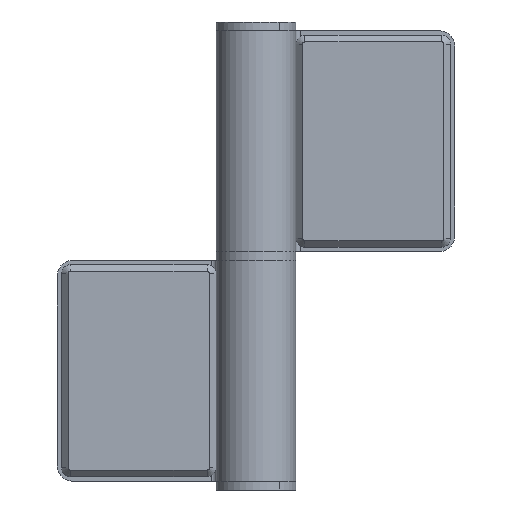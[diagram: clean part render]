
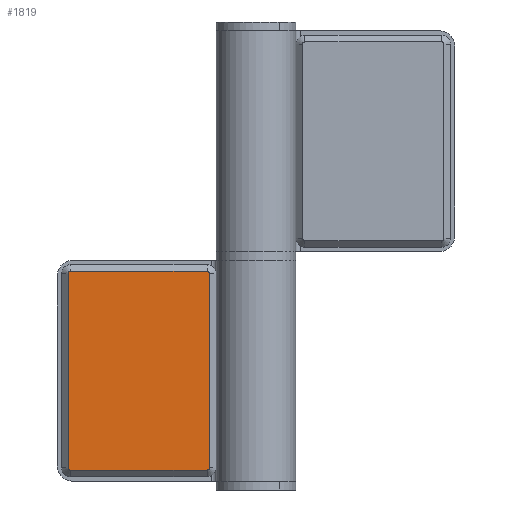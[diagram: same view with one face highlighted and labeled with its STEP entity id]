
A CAD part, front view. The second image highlights one B-rep face of the part: STEP entity #1819.
In plain terms, the highlighted face is planar.
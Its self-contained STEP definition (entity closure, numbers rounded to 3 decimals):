
#54 = CIRCLE ( 'NONE', #1790, 0.5 ) ;
#121 = EDGE_CURVE ( 'NONE', #3506, #2383, #1048, .T. ) ;
#139 = DIRECTION ( 'NONE',  ( 1., 0., 0. ) ) ;
#183 = DIRECTION ( 'NONE',  ( 0., 0., 1. ) ) ;
#212 = DIRECTION ( 'NONE',  ( -1., 0., 0. ) ) ;
#310 = CARTESIAN_POINT ( 'NONE',  ( -16., -12., 2. ) ) ;
#353 = CARTESIAN_POINT ( 'NONE',  ( 16., -22., 2. ) ) ;
#568 = DIRECTION ( 'NONE',  ( 0., 0., -1. ) ) ;
#582 = CARTESIAN_POINT ( 'NONE',  ( 15.5, 22., 2. ) ) ;
#678 = DIRECTION ( 'NONE',  ( 1., 0., 0. ) ) ;
#731 = CARTESIAN_POINT ( 'NONE',  ( -15.5, -22., 2. ) ) ;
#760 = AXIS2_PLACEMENT_3D ( 'NONE', #851, #183, #139 ) ;
#779 = DIRECTION ( 'NONE',  ( 0., 0., -1. ) ) ;
#810 = CIRCLE ( 'NONE', #3440, 0.5 ) ;
#851 = CARTESIAN_POINT ( 'NONE',  ( 0., 0., 2. ) ) ;
#925 = DIRECTION ( 'NONE',  ( 0., 0., -1. ) ) ;
#929 = CARTESIAN_POINT ( 'NONE',  ( 8.75, -22.5, 2. ) ) ;
#939 = LINE ( 'NONE', #2328, #2466 ) ;
#1048 = LINE ( 'NONE', #1286, #2650 ) ;
#1105 = VERTEX_POINT ( 'NONE', #1620 ) ;
#1263 = CARTESIAN_POINT ( 'NONE',  ( -16., -22., 2. ) ) ;
#1267 = DIRECTION ( 'NONE',  ( -1., 0., 0. ) ) ;
#1286 = CARTESIAN_POINT ( 'NONE',  ( 16., 12., 2. ) ) ;
#1314 = FACE_OUTER_BOUND ( 'NONE', #3031, .T. ) ;
#1359 = EDGE_CURVE ( 'NONE', #2229, #3506, #54, .T. ) ;
#1620 = CARTESIAN_POINT ( 'NONE',  ( -15.5, -22.5, 2. ) ) ;
#1703 = DIRECTION ( 'NONE',  ( 0., 1., 0. ) ) ;
#1720 = ORIENTED_EDGE ( 'NONE', *, *, #3978, .F. ) ;
#1790 = AXIS2_PLACEMENT_3D ( 'NONE', #582, #568, #1267 ) ;
#1819 = ADVANCED_FACE ( 'NONE', ( #1314 ), #4285, .T. ) ;
#1989 = LINE ( 'NONE', #310, #2805 ) ;
#2058 = ORIENTED_EDGE ( 'NONE', *, *, #2311, .F. ) ;
#2145 = CARTESIAN_POINT ( 'NONE',  ( 15.5, -22., 2. ) ) ;
#2229 = VERTEX_POINT ( 'NONE', #3355 ) ;
#2296 = EDGE_CURVE ( 'NONE', #2762, #2229, #939, .T. ) ;
#2311 = EDGE_CURVE ( 'NONE', #2683, #2767, #1989, .T. ) ;
#2328 = CARTESIAN_POINT ( 'NONE',  ( -8.75, 22.5, 2. ) ) ;
#2383 = VERTEX_POINT ( 'NONE', #353 ) ;
#2466 = VECTOR ( 'NONE', #678, 1000. ) ;
#2650 = VECTOR ( 'NONE', #4389, 1000. ) ;
#2668 = DIRECTION ( 'NONE',  ( -1., 0., 0. ) ) ;
#2683 = VERTEX_POINT ( 'NONE', #1263 ) ;
#2694 = CARTESIAN_POINT ( 'NONE',  ( -16., 22., 2. ) ) ;
#2762 = VERTEX_POINT ( 'NONE', #4409 ) ;
#2767 = VERTEX_POINT ( 'NONE', #2694 ) ;
#2791 = ORIENTED_EDGE ( 'NONE', *, *, #1359, .F. ) ;
#2805 = VECTOR ( 'NONE', #1703, 1000. ) ;
#2811 = DIRECTION ( 'NONE',  ( -1., 0., 0. ) ) ;
#2816 = DIRECTION ( 'NONE',  ( 0., 0., 1. ) ) ;
#2971 = CARTESIAN_POINT ( 'NONE',  ( -15.5, 22., 2. ) ) ;
#3031 = EDGE_LOOP ( 'NONE', ( #3976, #3236, #2058, #3527, #1720, #3345, #3371, #2791 ) ) ;
#3068 = LINE ( 'NONE', #929, #3969 ) ;
#3165 = CIRCLE ( 'NONE', #4465, 0.5 ) ;
#3235 = VERTEX_POINT ( 'NONE', #4011 ) ;
#3236 = ORIENTED_EDGE ( 'NONE', *, *, #4496, .F. ) ;
#3345 = ORIENTED_EDGE ( 'NONE', *, *, #4240, .F. ) ;
#3355 = CARTESIAN_POINT ( 'NONE',  ( 15.5, 22.5, 2. ) ) ;
#3371 = ORIENTED_EDGE ( 'NONE', *, *, #121, .F. ) ;
#3440 = AXIS2_PLACEMENT_3D ( 'NONE', #2145, #779, #2811 ) ;
#3456 = CARTESIAN_POINT ( 'NONE',  ( 16., 22., 2. ) ) ;
#3475 = EDGE_CURVE ( 'NONE', #2683, #1105, #3165, .T. ) ;
#3506 = VERTEX_POINT ( 'NONE', #3456 ) ;
#3527 = ORIENTED_EDGE ( 'NONE', *, *, #3475, .T. ) ;
#3814 = CIRCLE ( 'NONE', #4368, 0.5 ) ;
#3969 = VECTOR ( 'NONE', #2668, 1000. ) ;
#3976 = ORIENTED_EDGE ( 'NONE', *, *, #2296, .F. ) ;
#3978 = EDGE_CURVE ( 'NONE', #3235, #1105, #3068, .T. ) ;
#4011 = CARTESIAN_POINT ( 'NONE',  ( 15.5, -22.5, 2. ) ) ;
#4194 = DIRECTION ( 'NONE',  ( -1., 0., 0. ) ) ;
#4240 = EDGE_CURVE ( 'NONE', #2383, #3235, #810, .T. ) ;
#4285 = PLANE ( 'NONE',  #760 ) ;
#4368 = AXIS2_PLACEMENT_3D ( 'NONE', #2971, #925, #212 ) ;
#4389 = DIRECTION ( 'NONE',  ( 0., -1., 0. ) ) ;
#4409 = CARTESIAN_POINT ( 'NONE',  ( -15.5, 22.5, 2. ) ) ;
#4465 = AXIS2_PLACEMENT_3D ( 'NONE', #731, #2816, #4194 ) ;
#4496 = EDGE_CURVE ( 'NONE', #2767, #2762, #3814, .T. ) ;
